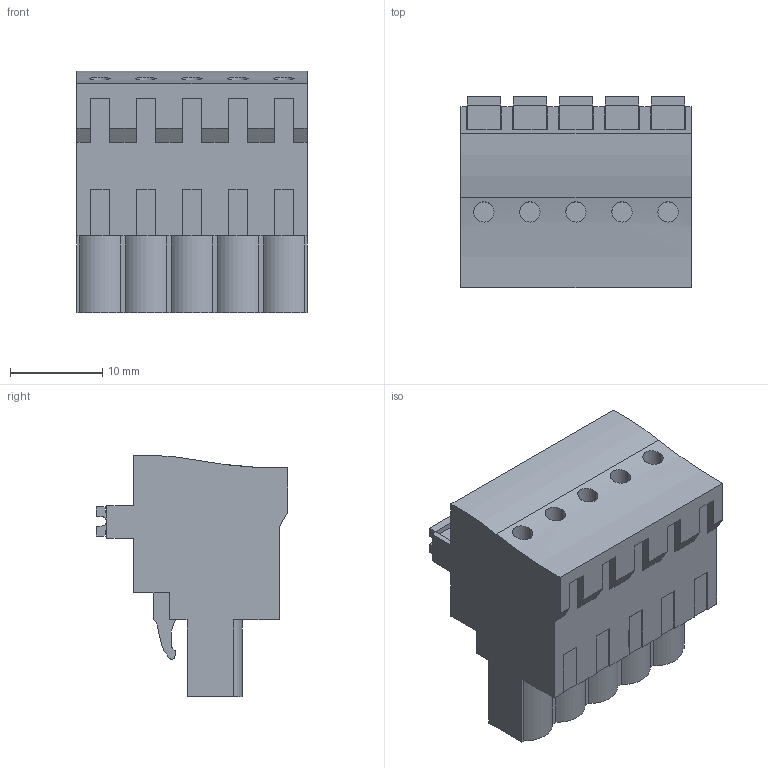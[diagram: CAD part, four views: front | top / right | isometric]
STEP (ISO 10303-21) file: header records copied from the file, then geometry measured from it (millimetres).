
FILE_DESCRIPTION(('CATIA V5 STEP Exchange','CAx-IF Rec.Pracs.--- Model Styling and Organization---1.2---2011-12-15'),'2;1');
FILE_NAME ('D1461039_0_1979300000_1979300000.stp','2017-09-23T14:58:56+00:00',('none'),('Weidmueller'),'CATIA Version 5-6 Release 2014','CATIA V5 STEP AP214','none');
FILE_SCHEMA(('AUTOMOTIVE_DESIGN { 1 0 10303 214 1 1 1 1 }'));
Length unit declared in the file: millimetre
Products named in the file (1): 1979300000
Bounding box: 25 x 20.79 x 26.24 mm (x, y, z)
Volume: 7595.8 mm3; surface area: 3828.5 mm2
Topology: 6 solids, 6 shells, 347 faces, 983 edges, 668 vertices
Faces by surface type: plane 279, cylinder 60, extrusion 8
Entity records: 10706 total; most frequent: CARTESIAN_POINT 2164, ORIENTED_EDGE 1966, DIRECTION 1397, EDGE_CURVE 983, VECTOR 835, LINE 827, VERTEX_POINT 668, EDGE_LOOP 367
